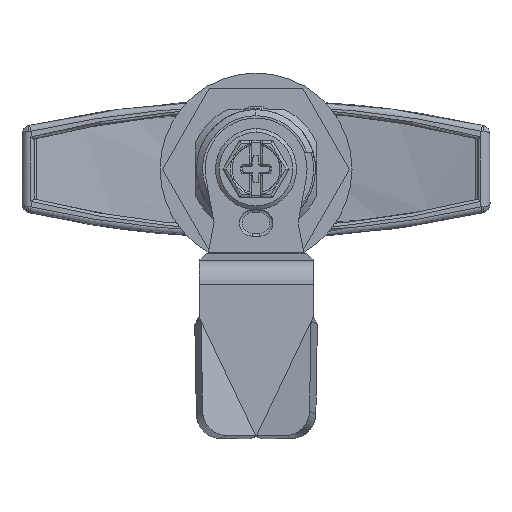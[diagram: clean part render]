
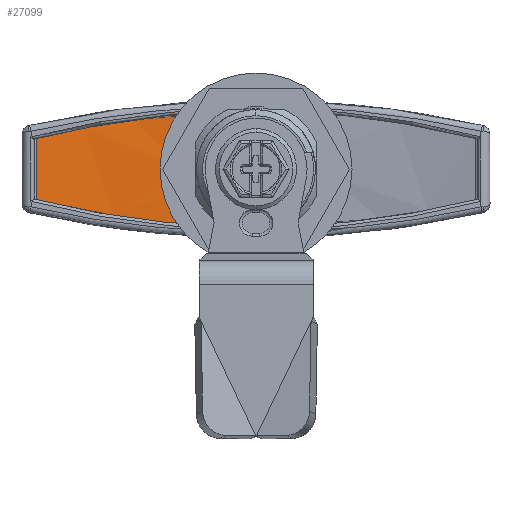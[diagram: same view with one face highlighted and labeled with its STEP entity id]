
A CAD part, front view. The second image highlights one B-rep face of the part: STEP entity #27099.
In plain terms, the highlighted cylindrical face has radius 154.361 mm (diameter 308.722 mm), a partial arc.
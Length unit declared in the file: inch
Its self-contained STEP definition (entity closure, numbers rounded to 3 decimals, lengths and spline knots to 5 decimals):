
#70 = CARTESIAN_POINT ( 'NONE',  ( -0.68012, -0.11379, -0.34326 ) ) ;
#364 = CARTESIAN_POINT ( 'NONE',  ( -0.39178, -0.0913, -0.27226 ) ) ;
#415 = CARTESIAN_POINT ( 'NONE',  ( -0.48459, -0.09485, 0.36313 ) ) ;
#2392 = ORIENTED_EDGE ( 'NONE', *, *, #33787, .T. ) ;
#2458 = CARTESIAN_POINT ( 'NONE',  ( -0.28714, -0.08553, -0.37234 ) ) ;
#2744 = CARTESIAN_POINT ( 'NONE',  ( -0.45241, -0.0956, -0.14168 ) ) ;
#2944 = CARTESIAN_POINT ( 'NONE',  ( -0.46894, -0.09685, -0.07163 ) ) ;
#3168 = CARTESIAN_POINT ( 'NONE',  ( 0., -6.15595, 0.19685 ) ) ;
#3209 = CARTESIAN_POINT ( 'NONE',  ( -1.25459, -0.20653, -0.24775 ) ) ;
#3319 = CARTESIAN_POINT ( 'NONE',  ( -0.43979, -0.09465, 0.17639 ) ) ;
#4401 = CARTESIAN_POINT ( 'NONE',  ( -1.44168, -0.25222, -0.20065 ) ) ;
#5930 = CARTESIAN_POINT ( 'NONE',  ( -0.28658, -0.0855, 0.37277 ) ) ;
#6356 = DIRECTION ( 'NONE',  ( 0., 0., 1. ) ) ;
#8712 = CARTESIAN_POINT ( 'NONE',  ( -0.47307, -0.09718, 0.03635 ) ) ;
#9517 = FACE_OUTER_BOUND ( 'NONE', #31383, .T. ) ;
#9569 = VERTEX_POINT ( 'NONE', #36619 ) ;
#9649 = ORIENTED_EDGE ( 'NONE', *, *, #11563, .T. ) ;
#9861 = VECTOR ( 'NONE', #13328, 39.37008 ) ;
#11563 = EDGE_CURVE ( 'NONE', #25817, #17936, #29585, .T. ) ;
#12460 = CARTESIAN_POINT ( 'NONE',  ( -0.45219, -0.09558, 0.14236 ) ) ;
#12497 = DIRECTION ( 'NONE',  ( 1., 0., 0. ) ) ;
#12511 = CARTESIAN_POINT ( 'NONE',  ( -1.44168, -0.25222, 0.20066 ) ) ;
#13328 = DIRECTION ( 'NONE',  ( 0., 0., 1. ) ) ;
#15154 = CARTESIAN_POINT ( 'NONE',  ( -1.44168, -0.25222, 0.20066 ) ) ;
#15488 = CARTESIAN_POINT ( 'NONE',  ( -0.28658, -0.0855, 0.37277 ) ) ;
#15878 = CARTESIAN_POINT ( 'NONE',  ( -1.06472, -0.16958, 0.28602 ) ) ;
#16551 = ORIENTED_EDGE ( 'NONE', *, *, #22196, .F. ) ;
#17072 = CARTESIAN_POINT ( 'NONE',  ( -0.28714, -0.08553, -0.37234 ) ) ;
#17936 = VERTEX_POINT ( 'NONE', #15154 ) ;
#18026 = CARTESIAN_POINT ( 'NONE',  ( -0.46884, -0.09685, 0.07233 ) ) ;
#19126 = EDGE_CURVE ( 'NONE', #29041, #25817, #36755, .T. ) ;
#20897 = CARTESIAN_POINT ( 'NONE',  ( -1.06489, -0.16961, -0.28578 ) ) ;
#22196 = EDGE_CURVE ( 'NONE', #9569, #17936, #30988, .T. ) ;
#23861 = AXIS2_PLACEMENT_3D ( 'NONE', #3168, #6356, #12497 ) ;
#24240 = CARTESIAN_POINT ( 'NONE',  ( -0.48505, -0.09489, -0.36271 ) ) ;
#24779 = ORIENTED_EDGE ( 'NONE', *, *, #19126, .T. ) ;
#25817 = VERTEX_POINT ( 'NONE', #33221 ) ;
#26361 = CARTESIAN_POINT ( 'NONE',  ( -0.28714, -0.08553, -0.37234 ) ) ;
#27099 = ADVANCED_FACE ( 'NONE', ( #9517 ), #36684, .F. ) ;
#27334 = CARTESIAN_POINT ( 'NONE',  ( -0.34406, -0.08821, 0.32951 ) ) ;
#27523 = CARTESIAN_POINT ( 'NONE',  ( -0.47313, -0.09719, -0.03564 ) ) ;
#29041 = VERTEX_POINT ( 'NONE', #17072 ) ;
#29585 = B_SPLINE_CURVE_WITH_KNOTS ( 'NONE', 3,
 ( #15488, #415, #37281, #15878, #33724, #12511 ),
 .UNSPECIFIED., .F., .F.,
 ( 4, 2, 4 ),
 ( 0., 0.01498, 0.02996 ),
 .UNSPECIFIED. ) ;
#30206 = CARTESIAN_POINT ( 'NONE',  ( -1.44168, -0.25222, -0.20065 ) ) ;
#30988 = LINE ( 'NONE', #4401, #9861 ) ;
#31383 = EDGE_LOOP ( 'NONE', ( #16551, #2392, #24779, #9649 ) ) ;
#32905 = CARTESIAN_POINT ( 'NONE',  ( -0.44005, -0.09467, -0.17573 ) ) ;
#33221 = CARTESIAN_POINT ( 'NONE',  ( -0.28658, -0.0855, 0.37277 ) ) ;
#33488 = CARTESIAN_POINT ( 'NONE',  ( -0.39137, -0.09127, 0.27285 ) ) ;
#33724 = CARTESIAN_POINT ( 'NONE',  ( -1.25451, -0.20651, 0.24789 ) ) ;
#33787 = EDGE_CURVE ( 'NONE', #9569, #29041, #33986, .T. ) ;
#33986 = B_SPLINE_CURVE_WITH_KNOTS ( 'NONE', 3,
 ( #30206, #3209, #20897, #70, #24240, #2458 ),
 .UNSPECIFIED., .F., .F.,
 ( 4, 2, 4 ),
 ( 0., 0.01497, 0.02995 ),
 .UNSPECIFIED. ) ;
#35101 = CARTESIAN_POINT ( 'NONE',  ( -0.34456, -0.08824, -0.329 ) ) ;
#36619 = CARTESIAN_POINT ( 'NONE',  ( -1.44168, -0.25222, -0.20065 ) ) ;
#36684 = CYLINDRICAL_SURFACE ( 'NONE', #23861, 6.07721 ) ;
#36755 = B_SPLINE_CURVE_WITH_KNOTS ( 'NONE', 3,
 ( #26361, #35101, #364, #32905, #2744, #2944, #27523, #8712, #18026, #12460, #3319, #33488, #27334, #5930 ),
 .UNSPECIFIED., .F., .F.,
 ( 4, 2, 2, 2, 2, 2, 4 ),
 ( 0., 0.25, 0.375, 0.5, 0.625, 0.75, 1. ),
 .UNSPECIFIED. ) ;
#37281 = CARTESIAN_POINT ( 'NONE',  ( -0.67976, -0.11375, 0.34364 ) ) ;
